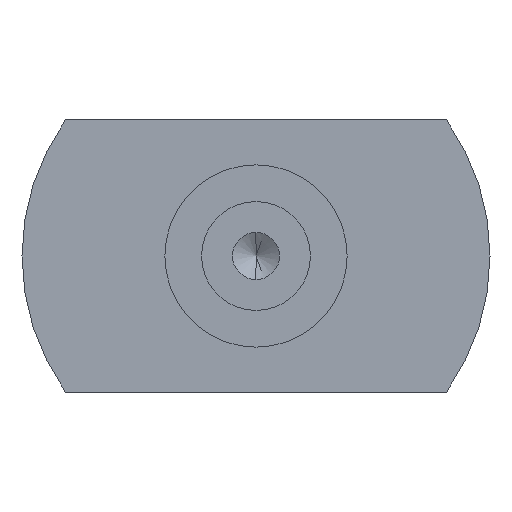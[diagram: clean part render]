
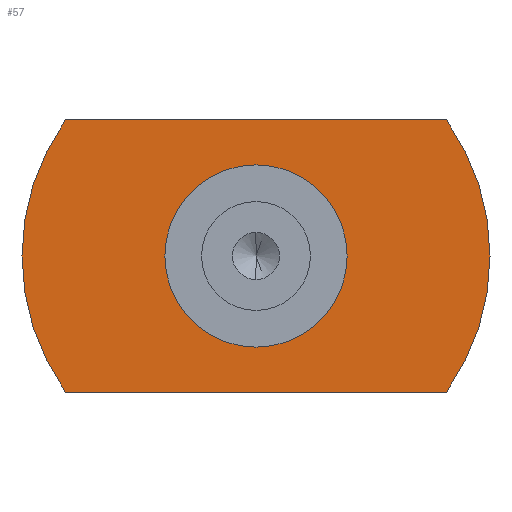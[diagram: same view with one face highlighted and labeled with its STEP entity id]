
A CAD part, left-side view. The second image highlights one B-rep face of the part: STEP entity #57.
In plain terms, the highlighted planar face has unit normal (-1, 0, 0).
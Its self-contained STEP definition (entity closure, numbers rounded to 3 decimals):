
#25 = AXIS2_PLACEMENT_3D ( 'NONE', #1630, #1227, #730 ) ;
#28 = VERTEX_POINT ( 'NONE', #1107 ) ;
#41 = VERTEX_POINT ( 'NONE', #1606 ) ;
#42 = ORIENTED_EDGE ( 'NONE', *, *, #1561, .F. ) ;
#57 = ADVANCED_FACE ( 'NONE', ( #1248, #616 ), #1125, .F. ) ;
#100 = AXIS2_PLACEMENT_3D ( 'NONE', #838, #481, #850 ) ;
#110 = EDGE_CURVE ( 'NONE', #28, #1114, #373, .T. ) ;
#125 = CIRCLE ( 'NONE', #25, 17.205 ) ;
#130 = DIRECTION ( 'NONE',  ( 0., -1., 0. ) ) ;
#145 = CARTESIAN_POINT ( 'NONE',  ( -25., -14., 10. ) ) ;
#179 = AXIS2_PLACEMENT_3D ( 'NONE', #1072, #960, #314 ) ;
#194 = CARTESIAN_POINT ( 'NONE',  ( -25., 17.205, 0. ) ) ;
#201 = CARTESIAN_POINT ( 'NONE',  ( -25., -17.205, 0. ) ) ;
#314 = DIRECTION ( 'NONE',  ( 0., -1., 0. ) ) ;
#321 = ORIENTED_EDGE ( 'NONE', *, *, #488, .T. ) ;
#350 = CARTESIAN_POINT ( 'NONE',  ( -25., 17.205, 10. ) ) ;
#354 = ORIENTED_EDGE ( 'NONE', *, *, #998, .F. ) ;
#373 = CIRCLE ( 'NONE', #1308, 6.7 ) ;
#388 = VERTEX_POINT ( 'NONE', #1649 ) ;
#399 = VECTOR ( 'NONE', #658, 1000. ) ;
#410 = CARTESIAN_POINT ( 'NONE',  ( -25., 14., -10. ) ) ;
#481 = DIRECTION ( 'NONE',  ( -1., 0., 0. ) ) ;
#488 = EDGE_CURVE ( 'NONE', #388, #858, #1614, .T. ) ;
#511 = LINE ( 'NONE', #1013, #399 ) ;
#516 = AXIS2_PLACEMENT_3D ( 'NONE', #194, #1632, #588 ) ;
#588 = DIRECTION ( 'NONE',  ( 0., 1., 0. ) ) ;
#616 = FACE_OUTER_BOUND ( 'NONE', #1447, .T. ) ;
#619 = CARTESIAN_POINT ( 'NONE',  ( -25., 0., 0. ) ) ;
#649 = CARTESIAN_POINT ( 'NONE',  ( -25., 0., 0. ) ) ;
#658 = DIRECTION ( 'NONE',  ( 0., 1., 0. ) ) ;
#659 = AXIS2_PLACEMENT_3D ( 'NONE', #619, #1252, #1370 ) ;
#730 = DIRECTION ( 'NONE',  ( 0., -1., 0. ) ) ;
#760 = ORIENTED_EDGE ( 'NONE', *, *, #1038, .T. ) ;
#770 = CIRCLE ( 'NONE', #100, 6.7 ) ;
#838 = CARTESIAN_POINT ( 'NONE',  ( -25., 0., 0. ) ) ;
#850 = DIRECTION ( 'NONE',  ( 0., -1., 0. ) ) ;
#858 = VERTEX_POINT ( 'NONE', #201 ) ;
#877 = DIRECTION ( 'NONE',  ( -1., 0., 0. ) ) ;
#890 = EDGE_CURVE ( 'NONE', #858, #1176, #1243, .T. ) ;
#960 = DIRECTION ( 'NONE',  ( -1., 0., 0. ) ) ;
#979 = ORIENTED_EDGE ( 'NONE', *, *, #890, .T. ) ;
#998 = EDGE_CURVE ( 'NONE', #1114, #28, #770, .T. ) ;
#1012 = ORIENTED_EDGE ( 'NONE', *, *, #110, .F. ) ;
#1013 = CARTESIAN_POINT ( 'NONE',  ( -25., 17.205, -10. ) ) ;
#1021 = CARTESIAN_POINT ( 'NONE',  ( -25., 6.7, 0. ) ) ;
#1038 = EDGE_CURVE ( 'NONE', #41, #1305, #125, .T. ) ;
#1072 = CARTESIAN_POINT ( 'NONE',  ( -25., 0., 0. ) ) ;
#1107 = CARTESIAN_POINT ( 'NONE',  ( -25., -6.7, 0. ) ) ;
#1114 = VERTEX_POINT ( 'NONE', #1021 ) ;
#1125 = PLANE ( 'NONE',  #516 ) ;
#1176 = VERTEX_POINT ( 'NONE', #145 ) ;
#1209 = EDGE_CURVE ( 'NONE', #388, #1305, #511, .T. ) ;
#1227 = DIRECTION ( 'NONE',  ( -1., 0., 0. ) ) ;
#1229 = ORIENTED_EDGE ( 'NONE', *, *, #1209, .F. ) ;
#1243 = CIRCLE ( 'NONE', #179, 17.205 ) ;
#1248 = FACE_BOUND ( 'NONE', #1319, .T. ) ;
#1252 = DIRECTION ( 'NONE',  ( -1., 0., 0. ) ) ;
#1305 = VERTEX_POINT ( 'NONE', #410 ) ;
#1308 = AXIS2_PLACEMENT_3D ( 'NONE', #649, #877, #130 ) ;
#1319 = EDGE_LOOP ( 'NONE', ( #1012, #354 ) ) ;
#1370 = DIRECTION ( 'NONE',  ( 0., -1., 0. ) ) ;
#1377 = LINE ( 'NONE', #350, #1380 ) ;
#1380 = VECTOR ( 'NONE', #1474, 1000. ) ;
#1447 = EDGE_LOOP ( 'NONE', ( #1229, #321, #979, #42, #760 ) ) ;
#1474 = DIRECTION ( 'NONE',  ( 0., -1., 0. ) ) ;
#1561 = EDGE_CURVE ( 'NONE', #41, #1176, #1377, .T. ) ;
#1606 = CARTESIAN_POINT ( 'NONE',  ( -25., 14., 10. ) ) ;
#1614 = CIRCLE ( 'NONE', #659, 17.205 ) ;
#1630 = CARTESIAN_POINT ( 'NONE',  ( -25., 0., 0. ) ) ;
#1632 = DIRECTION ( 'NONE',  ( 1., 0., 0. ) ) ;
#1649 = CARTESIAN_POINT ( 'NONE',  ( -25., -14., -10. ) ) ;
